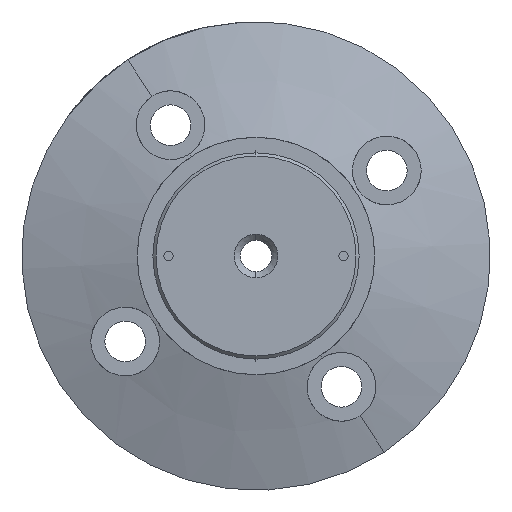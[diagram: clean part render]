
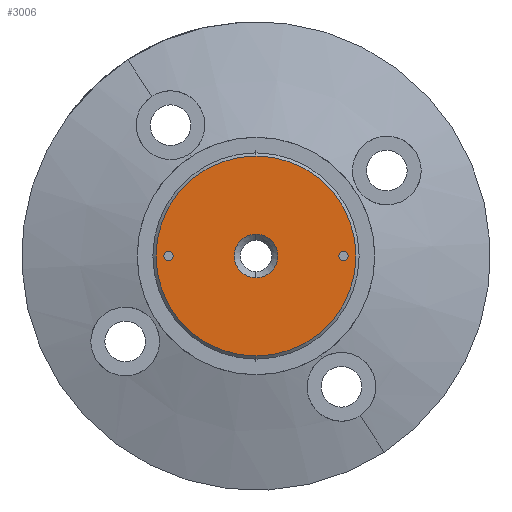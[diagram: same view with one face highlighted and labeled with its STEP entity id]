
A CAD part, front view. The second image highlights one B-rep face of the part: STEP entity #3006.
In plain terms, the highlighted planar face has unit normal (0, -1, 0).
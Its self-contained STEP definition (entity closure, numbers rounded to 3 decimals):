
#8 = CARTESIAN_POINT ( 'NONE',  ( -66.756, -156.408, 337. ) ) ;
#16 = CARTESIAN_POINT ( 'NONE',  ( -52.756, -156.408, 337. ) ) ;
#34 = DIRECTION ( 'NONE',  ( 0., 0., 1. ) ) ;
#69 = PLANE ( 'NONE',  #943 ) ;
#132 = ORIENTED_EDGE ( 'NONE', *, *, #2109, .T. ) ;
#149 = CARTESIAN_POINT ( 'NONE',  ( -52.756, -156.408, 321. ) ) ;
#168 = EDGE_CURVE ( 'NONE', #1127, #4107, #4469, .T. ) ;
#237 = ORIENTED_EDGE ( 'NONE', *, *, #1425, .T. ) ;
#287 = FACE_OUTER_BOUND ( 'NONE', #1393, .T. ) ;
#359 = DIRECTION ( 'NONE',  ( 0., 0., 1. ) ) ;
#393 = AXIS2_PLACEMENT_3D ( 'NONE', #1901, #4398, #2247 ) ;
#394 = DIRECTION ( 'NONE',  ( 0., 1., 0. ) ) ;
#435 = CARTESIAN_POINT ( 'NONE',  ( -52.756, -156.408, 353. ) ) ;
#622 = CARTESIAN_POINT ( 'NONE',  ( -38.756, -156.408, 336.25 ) ) ;
#767 = DIRECTION ( 'NONE',  ( 0., 0., 1. ) ) ;
#864 = VERTEX_POINT ( 'NONE', #4700 ) ;
#891 = CARTESIAN_POINT ( 'NONE',  ( -66.756, -156.408, 337. ) ) ;
#943 = AXIS2_PLACEMENT_3D ( 'NONE', #1140, #3976, #1485 ) ;
#1075 = VERTEX_POINT ( 'NONE', #2978 ) ;
#1127 = VERTEX_POINT ( 'NONE', #435 ) ;
#1137 = VERTEX_POINT ( 'NONE', #3093 ) ;
#1140 = CARTESIAN_POINT ( 'NONE',  ( -52.756, -156.408, 337. ) ) ;
#1224 = EDGE_CURVE ( 'NONE', #1137, #864, #3225, .T. ) ;
#1392 = ORIENTED_EDGE ( 'NONE', *, *, #1224, .T. ) ;
#1393 = EDGE_LOOP ( 'NONE', ( #1848, #3246 ) ) ;
#1425 = EDGE_CURVE ( 'NONE', #864, #1137, #3631, .T. ) ;
#1485 = DIRECTION ( 'NONE',  ( 0., 0., 1. ) ) ;
#1489 = EDGE_LOOP ( 'NONE', ( #237, #1392 ) ) ;
#1629 = DIRECTION ( 'NONE',  ( 0., 1., 0. ) ) ;
#1659 = EDGE_LOOP ( 'NONE', ( #132, #3401 ) ) ;
#1836 = CARTESIAN_POINT ( 'NONE',  ( -52.756, -156.408, 337. ) ) ;
#1839 = FACE_BOUND ( 'NONE', #1659, .T. ) ;
#1848 = ORIENTED_EDGE ( 'NONE', *, *, #168, .T. ) ;
#1901 = CARTESIAN_POINT ( 'NONE',  ( -38.756, -156.408, 337. ) ) ;
#1927 = DIRECTION ( 'NONE',  ( 0., 0., 1. ) ) ;
#1943 = CIRCLE ( 'NONE', #2813, 0.75 ) ;
#1971 = AXIS2_PLACEMENT_3D ( 'NONE', #1836, #3634, #359 ) ;
#1973 = CARTESIAN_POINT ( 'NONE',  ( -66.756, -156.408, 337.75 ) ) ;
#1979 = DIRECTION ( 'NONE',  ( 0., 1., 0. ) ) ;
#2014 = CIRCLE ( 'NONE', #4690, 0.75 ) ;
#2025 = EDGE_CURVE ( 'NONE', #2201, #3520, #2014, .T. ) ;
#2109 = EDGE_CURVE ( 'NONE', #1075, #2879, #2966, .T. ) ;
#2201 = VERTEX_POINT ( 'NONE', #3774 ) ;
#2225 = DIRECTION ( 'NONE',  ( 0., 0., 1. ) ) ;
#2247 = DIRECTION ( 'NONE',  ( 0., 0., 1. ) ) ;
#2359 = ORIENTED_EDGE ( 'NONE', *, *, #2025, .T. ) ;
#2613 = EDGE_CURVE ( 'NONE', #3520, #2201, #4307, .T. ) ;
#2622 = CARTESIAN_POINT ( 'NONE',  ( -38.756, -156.408, 337. ) ) ;
#2813 = AXIS2_PLACEMENT_3D ( 'NONE', #2622, #4405, #1927 ) ;
#2879 = VERTEX_POINT ( 'NONE', #622 ) ;
#2907 = FACE_BOUND ( 'NONE', #3146, .T. ) ;
#2966 = CIRCLE ( 'NONE', #393, 0.75 ) ;
#2978 = CARTESIAN_POINT ( 'NONE',  ( -38.756, -156.408, 337.75 ) ) ;
#3006 = ADVANCED_FACE ( 'NONE', ( #3437, #287, #2907, #1839 ), #69, .F. ) ;
#3058 = CARTESIAN_POINT ( 'NONE',  ( -52.756, -156.408, 337. ) ) ;
#3093 = CARTESIAN_POINT ( 'NONE',  ( -52.756, -156.408, 340.5 ) ) ;
#3146 = EDGE_LOOP ( 'NONE', ( #3678, #2359 ) ) ;
#3225 = CIRCLE ( 'NONE', #3617, 3.5 ) ;
#3246 = ORIENTED_EDGE ( 'NONE', *, *, #4289, .T. ) ;
#3252 = AXIS2_PLACEMENT_3D ( 'NONE', #3276, #4366, #2225 ) ;
#3276 = CARTESIAN_POINT ( 'NONE',  ( -52.756, -156.408, 337. ) ) ;
#3401 = ORIENTED_EDGE ( 'NONE', *, *, #3886, .T. ) ;
#3437 = FACE_BOUND ( 'NONE', #1489, .T. ) ;
#3520 = VERTEX_POINT ( 'NONE', #1973 ) ;
#3592 = AXIS2_PLACEMENT_3D ( 'NONE', #891, #1979, #4448 ) ;
#3617 = AXIS2_PLACEMENT_3D ( 'NONE', #3058, #1629, #4118 ) ;
#3631 = CIRCLE ( 'NONE', #4280, 3.5 ) ;
#3634 = DIRECTION ( 'NONE',  ( 0., -1., 0. ) ) ;
#3637 = DIRECTION ( 'NONE',  ( 0., 1., 0. ) ) ;
#3678 = ORIENTED_EDGE ( 'NONE', *, *, #2613, .T. ) ;
#3774 = CARTESIAN_POINT ( 'NONE',  ( -66.756, -156.408, 336.25 ) ) ;
#3886 = EDGE_CURVE ( 'NONE', #2879, #1075, #1943, .T. ) ;
#3976 = DIRECTION ( 'NONE',  ( 0., 1., 0. ) ) ;
#4107 = VERTEX_POINT ( 'NONE', #149 ) ;
#4118 = DIRECTION ( 'NONE',  ( 0., 0., 1. ) ) ;
#4280 = AXIS2_PLACEMENT_3D ( 'NONE', #16, #3637, #34 ) ;
#4289 = EDGE_CURVE ( 'NONE', #4107, #1127, #4377, .T. ) ;
#4307 = CIRCLE ( 'NONE', #3592, 0.75 ) ;
#4366 = DIRECTION ( 'NONE',  ( 0., -1., 0. ) ) ;
#4377 = CIRCLE ( 'NONE', #1971, 16. ) ;
#4398 = DIRECTION ( 'NONE',  ( 0., 1., 0. ) ) ;
#4405 = DIRECTION ( 'NONE',  ( 0., 1., 0. ) ) ;
#4448 = DIRECTION ( 'NONE',  ( 0., 0., 1. ) ) ;
#4469 = CIRCLE ( 'NONE', #3252, 16. ) ;
#4690 = AXIS2_PLACEMENT_3D ( 'NONE', #8, #394, #767 ) ;
#4700 = CARTESIAN_POINT ( 'NONE',  ( -52.756, -156.408, 333.5 ) ) ;
